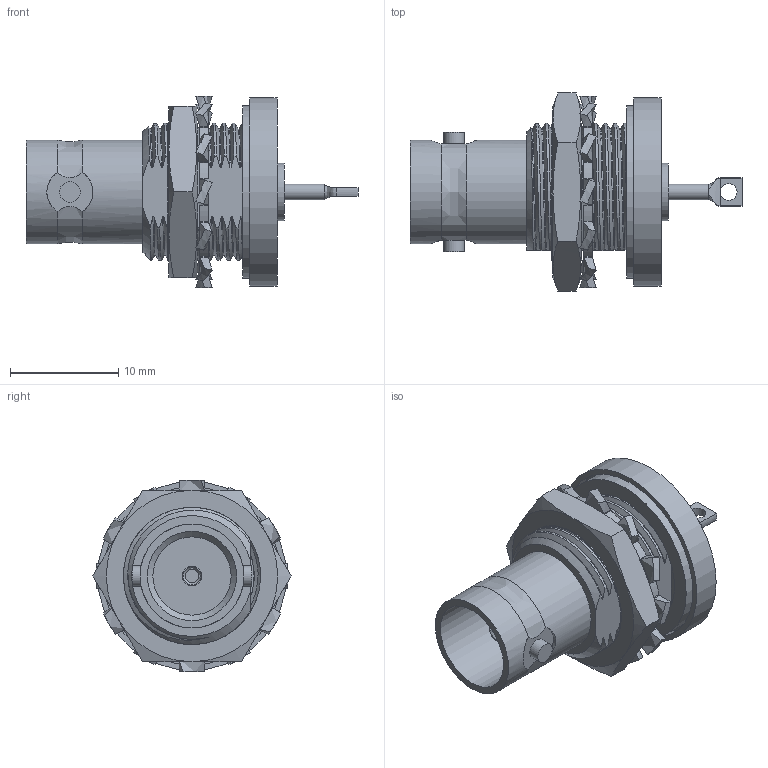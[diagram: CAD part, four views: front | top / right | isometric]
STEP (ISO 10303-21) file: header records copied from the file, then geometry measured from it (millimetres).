
FILE_DESCRIPTION (( 'STEP AP203' ), '1' );
FILE_NAME ('PE4621_3D.step', '2021-10-20T20:01:49', ( '' ), ( '' ), 'SwSTEP 2.0', 'SolidWorks 2021', '' );
FILE_SCHEMA (( 'CONFIG_CONTROL_DESIGN' ));
Length unit declared in the file: inch
Products named in the file (1): PE4621_3D
Bounding box: 30.73 x 18.33 x 17.77 mm (x, y, z)
Volume: 2326.4 mm3; surface area: 3094.5 mm2
Topology: 4 solids, 4 shells, 245 faces, 608 edges, 380 vertices
Faces by surface type: bspline 91, plane 72, cylinder 62, cone 20
Full cylindrical faces by diameter (mm): 1.27 x1, 1.425 x1, 1.575 x1, 1.778 x1, 1.905 x2, 4.059 x1, 5.311 x1, 7.373 x1, 8.255 x1, 9.601 x2, 12.7 x1, 12.954 x1, 13.208 x1, 16.002 x1, 16.466 x1, 17.475 x1
Entity records: 25488 total; most frequent: CARTESIAN_POINT 20499, ORIENTED_EDGE 1162, DIRECTION 768, EDGE_CURVE 581, VERTEX_POINT 373, EDGE_LOOP 280, FACE_OUTER_BOUND 262, AXIS2_PLACEMENT_3D 261
